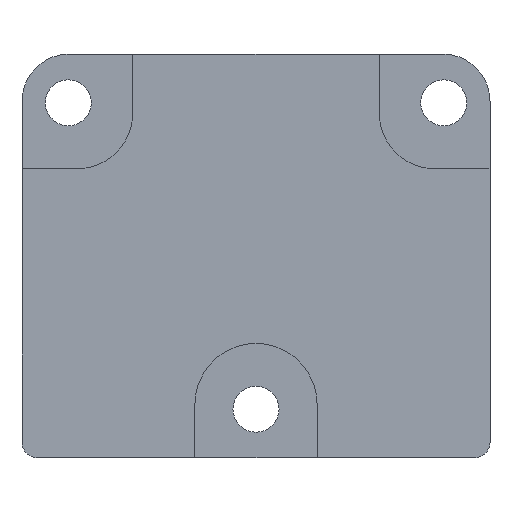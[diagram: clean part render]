
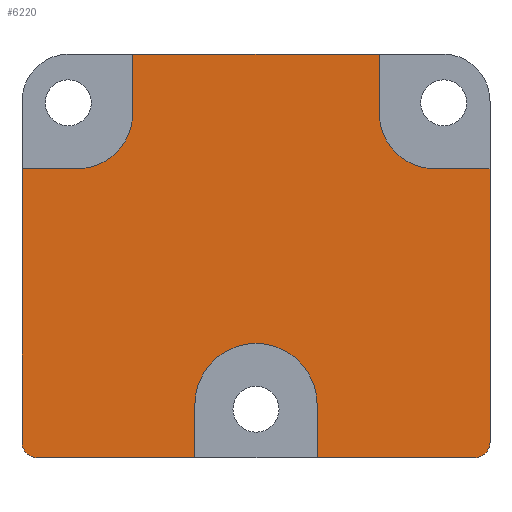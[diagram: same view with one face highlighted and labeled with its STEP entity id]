
A CAD part, front view. The second image highlights one B-rep face of the part: STEP entity #6220.
In plain terms, the highlighted planar face has unit normal (0, -1, 0).
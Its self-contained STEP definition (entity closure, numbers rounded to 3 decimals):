
#41 = LINE ( 'NONE', #9444, #10480 ) ;
#240 = VERTEX_POINT ( 'NONE', #9692 ) ;
#582 = DIRECTION ( 'NONE',  ( 0., 0., -1. ) ) ;
#585 = VERTEX_POINT ( 'NONE', #3680 ) ;
#702 = ORIENTED_EDGE ( 'NONE', *, *, #1697, .F. ) ;
#800 = VERTEX_POINT ( 'NONE', #1449 ) ;
#882 = LINE ( 'NONE', #1624, #4099 ) ;
#903 = DIRECTION ( 'NONE',  ( 0., 0., -1. ) ) ;
#934 = EDGE_LOOP ( 'NONE', ( #9151, #7541, #2014, #3168, #948, #2930, #2746, #6050, #702, #5690, #9158, #6835, #10247, #7311, #4431, #6225 ) ) ;
#948 = ORIENTED_EDGE ( 'NONE', *, *, #5396, .T. ) ;
#982 = CARTESIAN_POINT ( 'NONE',  ( 22.375, 0.5, -19.23 ) ) ;
#1055 = DIRECTION ( 'NONE',  ( 0., 0., 1. ) ) ;
#1081 = DIRECTION ( 'NONE',  ( 0., -1., 0. ) ) ;
#1128 = DIRECTION ( 'NONE',  ( -1., 0., 0. ) ) ;
#1152 = LINE ( 'NONE', #982, #4841 ) ;
#1369 = DIRECTION ( 'NONE',  ( 0., 0., 1. ) ) ;
#1449 = CARTESIAN_POINT ( 'NONE',  ( -22.375, 0.5, -17.73 ) ) ;
#1571 = VECTOR ( 'NONE', #1128, 1000. ) ;
#1624 = CARTESIAN_POINT ( 'NONE',  ( -17.065, 0.5, 8.42 ) ) ;
#1650 = CARTESIAN_POINT ( 'NONE',  ( -22.375, 0.5, -19.23 ) ) ;
#1697 = EDGE_CURVE ( 'NONE', #2010, #10587, #5190, .T. ) ;
#2010 = VERTEX_POINT ( 'NONE', #4980 ) ;
#2014 = ORIENTED_EDGE ( 'NONE', *, *, #8468, .F. ) ;
#2205 = EDGE_CURVE ( 'NONE', #8738, #800, #9210, .T. ) ;
#2261 = CARTESIAN_POINT ( 'NONE',  ( -17.065, 0.5, 8.42 ) ) ;
#2470 = CARTESIAN_POINT ( 'NONE',  ( -11.788, 0.5, 13.697 ) ) ;
#2499 = CARTESIAN_POINT ( 'NONE',  ( 11.788, 0.5, 23. ) ) ;
#2544 = DIRECTION ( 'NONE',  ( 0., -1., 0. ) ) ;
#2670 = VERTEX_POINT ( 'NONE', #6207 ) ;
#2746 = ORIENTED_EDGE ( 'NONE', *, *, #6193, .T. ) ;
#2787 = EDGE_CURVE ( 'NONE', #7040, #10487, #882, .T. ) ;
#2904 = CARTESIAN_POINT ( 'NONE',  ( -22.375, 0.5, 19.37 ) ) ;
#2930 = ORIENTED_EDGE ( 'NONE', *, *, #2205, .F. ) ;
#2943 = EDGE_CURVE ( 'NONE', #2670, #585, #3916, .T. ) ;
#3133 = VECTOR ( 'NONE', #8795, 1000. ) ;
#3155 = VERTEX_POINT ( 'NONE', #5017 ) ;
#3162 = CARTESIAN_POINT ( 'NONE',  ( 20.875, 0.5, -17.73 ) ) ;
#3168 = ORIENTED_EDGE ( 'NONE', *, *, #2787, .F. ) ;
#3361 = AXIS2_PLACEMENT_3D ( 'NONE', #5142, #6924, #5272 ) ;
#3608 = CARTESIAN_POINT ( 'NONE',  ( -22.375, 0.5, -19.23 ) ) ;
#3631 = EDGE_CURVE ( 'NONE', #3155, #8916, #5482, .T. ) ;
#3680 = CARTESIAN_POINT ( 'NONE',  ( 17.065, 0.5, 8.42 ) ) ;
#3727 = AXIS2_PLACEMENT_3D ( 'NONE', #5707, #9179, #1369 ) ;
#3916 = CIRCLE ( 'NONE', #3361, 5.277 ) ;
#4099 = VECTOR ( 'NONE', #10279, 1000. ) ;
#4241 = LINE ( 'NONE', #2499, #4996 ) ;
#4431 = ORIENTED_EDGE ( 'NONE', *, *, #2943, .F. ) ;
#4434 = EDGE_CURVE ( 'NONE', #7140, #2010, #5391, .T. ) ;
#4529 = VERTEX_POINT ( 'NONE', #10679 ) ;
#4554 = CARTESIAN_POINT ( 'NONE',  ( 5.85, 0.5, -19.23 ) ) ;
#4587 = EDGE_CURVE ( 'NONE', #585, #8533, #5960, .T. ) ;
#4752 = CARTESIAN_POINT ( 'NONE',  ( -20.875, 0.5, -17.73 ) ) ;
#4758 = EDGE_CURVE ( 'NONE', #4529, #8929, #11049, .T. ) ;
#4769 = VECTOR ( 'NONE', #11203, 1000. ) ;
#4841 = VECTOR ( 'NONE', #1055, 1000. ) ;
#4980 = CARTESIAN_POINT ( 'NONE',  ( 5.85, 0.5, -14.13 ) ) ;
#4996 = VECTOR ( 'NONE', #8536, 1000. ) ;
#5017 = CARTESIAN_POINT ( 'NONE',  ( 11.788, 0.5, 19.37 ) ) ;
#5042 = VECTOR ( 'NONE', #9602, 1000. ) ;
#5053 = VECTOR ( 'NONE', #5839, 1000. ) ;
#5142 = CARTESIAN_POINT ( 'NONE',  ( 17.065, 0.5, 13.697 ) ) ;
#5190 = CIRCLE ( 'NONE', #3727, 5.85 ) ;
#5272 = DIRECTION ( 'NONE',  ( 0., 0., -1. ) ) ;
#5306 = LINE ( 'NONE', #9800, #9759 ) ;
#5391 = LINE ( 'NONE', #5458, #5042 ) ;
#5396 = EDGE_CURVE ( 'NONE', #7040, #800, #5306, .T. ) ;
#5458 = CARTESIAN_POINT ( 'NONE',  ( 5.85, 0.5, -14.13 ) ) ;
#5482 = LINE ( 'NONE', #2904, #1571 ) ;
#5581 = AXIS2_PLACEMENT_3D ( 'NONE', #4752, #8347, #6578 ) ;
#5690 = ORIENTED_EDGE ( 'NONE', *, *, #4434, .F. ) ;
#5707 = CARTESIAN_POINT ( 'NONE',  ( 0., 0.5, -14.13 ) ) ;
#5839 = DIRECTION ( 'NONE',  ( 1., 0., 0. ) ) ;
#5867 = VECTOR ( 'NONE', #7709, 1000. ) ;
#5871 = CARTESIAN_POINT ( 'NONE',  ( -11.788, 0.5, 23. ) ) ;
#5960 = LINE ( 'NONE', #10934, #5053 ) ;
#6050 = ORIENTED_EDGE ( 'NONE', *, *, #9794, .F. ) ;
#6154 = EDGE_CURVE ( 'NONE', #10044, #8916, #8492, .T. ) ;
#6193 = EDGE_CURVE ( 'NONE', #8738, #240, #9463, .T. ) ;
#6207 = CARTESIAN_POINT ( 'NONE',  ( 11.788, 0.5, 13.697 ) ) ;
#6220 = ADVANCED_FACE ( 'NONE', ( #6955 ), #9565, .T. ) ;
#6225 = ORIENTED_EDGE ( 'NONE', *, *, #7294, .F. ) ;
#6501 = EDGE_CURVE ( 'NONE', #7140, #8929, #9612, .T. ) ;
#6578 = DIRECTION ( 'NONE',  ( 0., 0., -1. ) ) ;
#6814 = CARTESIAN_POINT ( 'NONE',  ( 22.375, 0.5, 8.42 ) ) ;
#6835 = ORIENTED_EDGE ( 'NONE', *, *, #4758, .F. ) ;
#6924 = DIRECTION ( 'NONE',  ( 0., -1., 0. ) ) ;
#6955 = FACE_OUTER_BOUND ( 'NONE', #934, .T. ) ;
#6961 = DIRECTION ( 'NONE',  ( 0., 0., -1. ) ) ;
#7025 = CIRCLE ( 'NONE', #10098, 5.277 ) ;
#7040 = VERTEX_POINT ( 'NONE', #7756 ) ;
#7140 = VERTEX_POINT ( 'NONE', #4554 ) ;
#7294 = EDGE_CURVE ( 'NONE', #3155, #2670, #4241, .T. ) ;
#7311 = ORIENTED_EDGE ( 'NONE', *, *, #4587, .F. ) ;
#7541 = ORIENTED_EDGE ( 'NONE', *, *, #6154, .F. ) ;
#7709 = DIRECTION ( 'NONE',  ( 0., 0., 1. ) ) ;
#7756 = CARTESIAN_POINT ( 'NONE',  ( -22.375, 0.5, 8.42 ) ) ;
#7826 = CARTESIAN_POINT ( 'NONE',  ( 0., 0.5, -3.394 ) ) ;
#7990 = AXIS2_PLACEMENT_3D ( 'NONE', #3162, #9280, #582 ) ;
#8347 = DIRECTION ( 'NONE',  ( 0., 1., 0. ) ) ;
#8432 = CARTESIAN_POINT ( 'NONE',  ( -11.788, 0.5, 19.37 ) ) ;
#8468 = EDGE_CURVE ( 'NONE', #10487, #10044, #7025, .T. ) ;
#8492 = LINE ( 'NONE', #5871, #5867 ) ;
#8533 = VERTEX_POINT ( 'NONE', #6814 ) ;
#8536 = DIRECTION ( 'NONE',  ( 0., 0., -1. ) ) ;
#8738 = VERTEX_POINT ( 'NONE', #10215 ) ;
#8795 = DIRECTION ( 'NONE',  ( 1., 0., 0. ) ) ;
#8916 = VERTEX_POINT ( 'NONE', #8432 ) ;
#8929 = VERTEX_POINT ( 'NONE', #10026 ) ;
#9151 = ORIENTED_EDGE ( 'NONE', *, *, #3631, .T. ) ;
#9158 = ORIENTED_EDGE ( 'NONE', *, *, #6501, .T. ) ;
#9179 = DIRECTION ( 'NONE',  ( 0., -1., 0. ) ) ;
#9210 = CIRCLE ( 'NONE', #5581, 1.5 ) ;
#9280 = DIRECTION ( 'NONE',  ( 0., 1., 0. ) ) ;
#9444 = CARTESIAN_POINT ( 'NONE',  ( -5.85, 0.5, -14.13 ) ) ;
#9463 = LINE ( 'NONE', #1650, #4769 ) ;
#9487 = DIRECTION ( 'NONE',  ( 0., 0., -1. ) ) ;
#9540 = AXIS2_PLACEMENT_3D ( 'NONE', #7826, #1081, #903 ) ;
#9565 = PLANE ( 'NONE',  #9540 ) ;
#9602 = DIRECTION ( 'NONE',  ( 0., 0., 1. ) ) ;
#9612 = LINE ( 'NONE', #3608, #3133 ) ;
#9692 = CARTESIAN_POINT ( 'NONE',  ( -5.85, 0.5, -19.23 ) ) ;
#9759 = VECTOR ( 'NONE', #6961, 1000. ) ;
#9794 = EDGE_CURVE ( 'NONE', #10587, #240, #41, .T. ) ;
#9800 = CARTESIAN_POINT ( 'NONE',  ( -22.375, 0.5, -19.23 ) ) ;
#9910 = EDGE_CURVE ( 'NONE', #4529, #8533, #1152, .T. ) ;
#10026 = CARTESIAN_POINT ( 'NONE',  ( 20.875, 0.5, -19.23 ) ) ;
#10044 = VERTEX_POINT ( 'NONE', #2470 ) ;
#10098 = AXIS2_PLACEMENT_3D ( 'NONE', #10226, #2544, #10184 ) ;
#10184 = DIRECTION ( 'NONE',  ( 0., 0., 1. ) ) ;
#10215 = CARTESIAN_POINT ( 'NONE',  ( -20.875, 0.5, -19.23 ) ) ;
#10226 = CARTESIAN_POINT ( 'NONE',  ( -17.065, 0.5, 13.697 ) ) ;
#10247 = ORIENTED_EDGE ( 'NONE', *, *, #9910, .T. ) ;
#10279 = DIRECTION ( 'NONE',  ( 1., 0., 0. ) ) ;
#10358 = CARTESIAN_POINT ( 'NONE',  ( -5.85, 0.5, -14.13 ) ) ;
#10480 = VECTOR ( 'NONE', #9487, 1000. ) ;
#10487 = VERTEX_POINT ( 'NONE', #2261 ) ;
#10587 = VERTEX_POINT ( 'NONE', #10358 ) ;
#10679 = CARTESIAN_POINT ( 'NONE',  ( 22.375, 0.5, -17.73 ) ) ;
#10934 = CARTESIAN_POINT ( 'NONE',  ( 17.065, 0.5, 8.42 ) ) ;
#11049 = CIRCLE ( 'NONE', #7990, 1.5 ) ;
#11203 = DIRECTION ( 'NONE',  ( 1., 0., 0. ) ) ;
